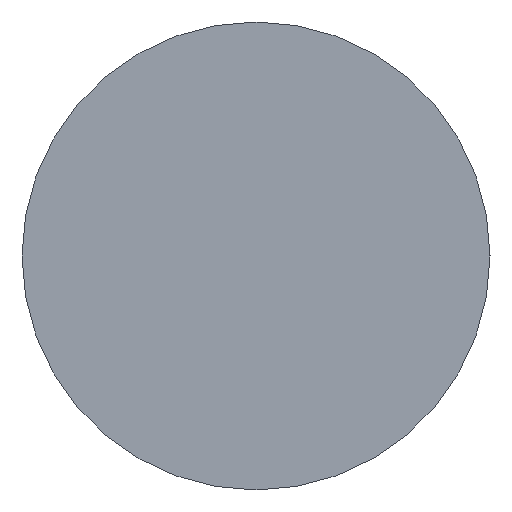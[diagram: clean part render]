
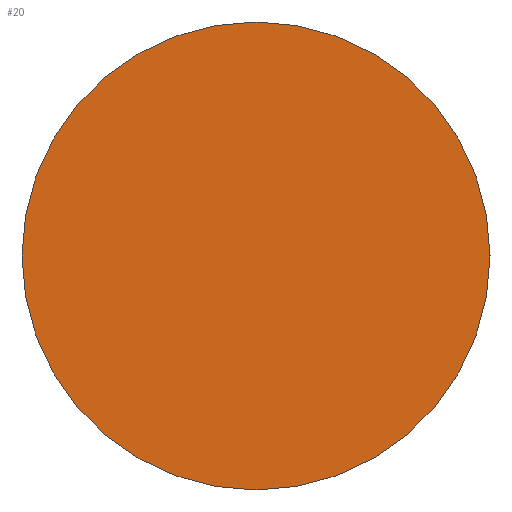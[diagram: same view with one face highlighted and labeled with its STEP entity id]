
A CAD part, left-side view. The second image highlights one B-rep face of the part: STEP entity #20.
In plain terms, the highlighted planar face has unit normal (-1, 0, 0).
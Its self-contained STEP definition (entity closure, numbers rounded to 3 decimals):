
#11 = FACE_OUTER_BOUND ( 'NONE', #160, .T. ) ;
#14 = EDGE_CURVE ( 'NONE', #155, #22, #83, .T. ) ;
#15 = ORIENTED_EDGE ( 'NONE', *, *, #125, .F. ) ;
#20 = ADVANCED_FACE ( 'NONE', ( #11 ), #51, .F. ) ;
#22 = VERTEX_POINT ( 'NONE', #97 ) ;
#23 = AXIS2_PLACEMENT_3D ( 'NONE', #165, #135, #163 ) ;
#42 = CARTESIAN_POINT ( 'NONE',  ( 0., 0., 0. ) ) ;
#51 = PLANE ( 'NONE',  #23 ) ;
#52 = CARTESIAN_POINT ( 'NONE',  ( 0., 0., 0. ) ) ;
#55 = AXIS2_PLACEMENT_3D ( 'NONE', #52, #122, #119 ) ;
#73 = ORIENTED_EDGE ( 'NONE', *, *, #14, .F. ) ;
#77 = DIRECTION ( 'NONE',  ( 0., 0., -1. ) ) ;
#83 = CIRCLE ( 'NONE', #55, 4. ) ;
#97 = CARTESIAN_POINT ( 'NONE',  ( 0., 0., -4. ) ) ;
#103 = DIRECTION ( 'NONE',  ( 1., 0., 0. ) ) ;
#105 = CIRCLE ( 'NONE', #147, 4. ) ;
#119 = DIRECTION ( 'NONE',  ( 0., 0., -1. ) ) ;
#122 = DIRECTION ( 'NONE',  ( 1., 0., 0. ) ) ;
#125 = EDGE_CURVE ( 'NONE', #22, #155, #105, .T. ) ;
#135 = DIRECTION ( 'NONE',  ( 1., 0., 0. ) ) ;
#147 = AXIS2_PLACEMENT_3D ( 'NONE', #42, #103, #77 ) ;
#155 = VERTEX_POINT ( 'NONE', #167 ) ;
#160 = EDGE_LOOP ( 'NONE', ( #73, #15 ) ) ;
#163 = DIRECTION ( 'NONE',  ( 0., 0., -1. ) ) ;
#165 = CARTESIAN_POINT ( 'NONE',  ( 0., 0., 0. ) ) ;
#167 = CARTESIAN_POINT ( 'NONE',  ( 0., 0., 4. ) ) ;
